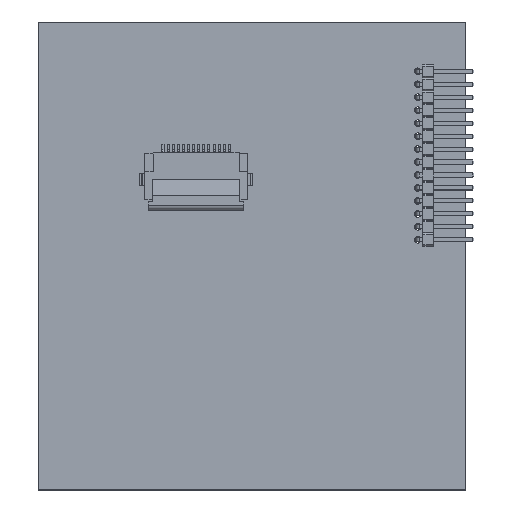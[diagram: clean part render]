
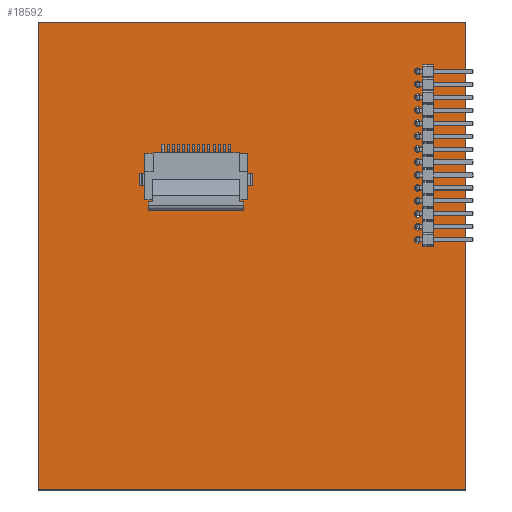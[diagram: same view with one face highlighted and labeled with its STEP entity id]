
A CAD part, top view. The second image highlights one B-rep face of the part: STEP entity #18592.
In plain terms, the highlighted planar face has unit normal (0, 0, 1).
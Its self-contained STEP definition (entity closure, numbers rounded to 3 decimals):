
#18326 = VERTEX_POINT('',#18327);
#18327 = CARTESIAN_POINT('',(168.91,-106.807,1.6));
#18333 = EDGE_CURVE('',#18326,#18334,#18336,.T.);
#18334 = VERTEX_POINT('',#18335);
#18335 = CARTESIAN_POINT('',(127.,-106.807,1.6));
#18336 = LINE('',#18337,#18338);
#18337 = CARTESIAN_POINT('',(168.91,-106.807,1.6));
#18338 = VECTOR('',#18339,1.);
#18339 = DIRECTION('',(-1.,0.,0.));
#18366 = VERTEX_POINT('',#18367);
#18367 = CARTESIAN_POINT('',(168.91,-60.96,1.6));
#18373 = EDGE_CURVE('',#18366,#18326,#18374,.T.);
#18374 = LINE('',#18375,#18376);
#18375 = CARTESIAN_POINT('',(168.91,-60.96,1.6));
#18376 = VECTOR('',#18377,1.);
#18377 = DIRECTION('',(0.,-1.,0.));
#18395 = EDGE_CURVE('',#18334,#18396,#18398,.T.);
#18396 = VERTEX_POINT('',#18397);
#18397 = CARTESIAN_POINT('',(127.,-60.96,1.6));
#18398 = LINE('',#18399,#18400);
#18399 = CARTESIAN_POINT('',(127.,-106.807,1.6));
#18400 = VECTOR('',#18401,1.);
#18401 = DIRECTION('',(0.,1.,0.));
#18592 = ADVANCED_FACE('',(#18593,#18604,#18615,#18626,#18637,#18648,
    #18659,#18670,#18681,#18692,#18703,#18714,#18725,#18736,#18747),
  #18758,.T.);
#18593 = FACE_BOUND('',#18594,.T.);
#18594 = EDGE_LOOP('',(#18595,#18596,#18597,#18603));
#18595 = ORIENTED_EDGE('',*,*,#18333,.F.);
#18596 = ORIENTED_EDGE('',*,*,#18373,.F.);
#18597 = ORIENTED_EDGE('',*,*,#18598,.F.);
#18598 = EDGE_CURVE('',#18396,#18366,#18599,.T.);
#18599 = LINE('',#18600,#18601);
#18600 = CARTESIAN_POINT('',(127.,-60.96,1.6));
#18601 = VECTOR('',#18602,1.);
#18602 = DIRECTION('',(1.,0.,0.));
#18603 = ORIENTED_EDGE('',*,*,#18395,.F.);
#18604 = FACE_BOUND('',#18605,.T.);
#18605 = EDGE_LOOP('',(#18606));
#18606 = ORIENTED_EDGE('',*,*,#18607,.T.);
#18607 = EDGE_CURVE('',#18608,#18608,#18610,.T.);
#18608 = VERTEX_POINT('',#18609);
#18609 = CARTESIAN_POINT('',(164.211,-82.626,1.6));
#18610 = CIRCLE('',#18611,0.325);
#18611 = AXIS2_PLACEMENT_3D('',#18612,#18613,#18614);
#18612 = CARTESIAN_POINT('',(164.211,-82.301,1.6));
#18613 = DIRECTION('',(-0.,0.,-1.));
#18614 = DIRECTION('',(-0.,-1.,0.));
#18615 = FACE_BOUND('',#18616,.T.);
#18616 = EDGE_LOOP('',(#18617));
#18617 = ORIENTED_EDGE('',*,*,#18618,.T.);
#18618 = EDGE_CURVE('',#18619,#18619,#18621,.T.);
#18619 = VERTEX_POINT('',#18620);
#18620 = CARTESIAN_POINT('',(164.211,-81.356,1.6));
#18621 = CIRCLE('',#18622,0.325);
#18622 = AXIS2_PLACEMENT_3D('',#18623,#18624,#18625);
#18623 = CARTESIAN_POINT('',(164.211,-81.031,1.6));
#18624 = DIRECTION('',(-0.,0.,-1.));
#18625 = DIRECTION('',(-0.,-1.,0.));
#18626 = FACE_BOUND('',#18627,.T.);
#18627 = EDGE_LOOP('',(#18628));
#18628 = ORIENTED_EDGE('',*,*,#18629,.T.);
#18629 = EDGE_CURVE('',#18630,#18630,#18632,.T.);
#18630 = VERTEX_POINT('',#18631);
#18631 = CARTESIAN_POINT('',(164.211,-80.086,1.6));
#18632 = CIRCLE('',#18633,0.325);
#18633 = AXIS2_PLACEMENT_3D('',#18634,#18635,#18636);
#18634 = CARTESIAN_POINT('',(164.211,-79.761,1.6));
#18635 = DIRECTION('',(-0.,0.,-1.));
#18636 = DIRECTION('',(-0.,-1.,0.));
#18637 = FACE_BOUND('',#18638,.T.);
#18638 = EDGE_LOOP('',(#18639));
#18639 = ORIENTED_EDGE('',*,*,#18640,.T.);
#18640 = EDGE_CURVE('',#18641,#18641,#18643,.T.);
#18641 = VERTEX_POINT('',#18642);
#18642 = CARTESIAN_POINT('',(164.211,-78.816,1.6));
#18643 = CIRCLE('',#18644,0.325);
#18644 = AXIS2_PLACEMENT_3D('',#18645,#18646,#18647);
#18645 = CARTESIAN_POINT('',(164.211,-78.491,1.6));
#18646 = DIRECTION('',(-0.,0.,-1.));
#18647 = DIRECTION('',(-0.,-1.,0.));
#18648 = FACE_BOUND('',#18649,.T.);
#18649 = EDGE_LOOP('',(#18650));
#18650 = ORIENTED_EDGE('',*,*,#18651,.T.);
#18651 = EDGE_CURVE('',#18652,#18652,#18654,.T.);
#18652 = VERTEX_POINT('',#18653);
#18653 = CARTESIAN_POINT('',(164.211,-77.546,1.6));
#18654 = CIRCLE('',#18655,0.325);
#18655 = AXIS2_PLACEMENT_3D('',#18656,#18657,#18658);
#18656 = CARTESIAN_POINT('',(164.211,-77.221,1.6));
#18657 = DIRECTION('',(-0.,0.,-1.));
#18658 = DIRECTION('',(-0.,-1.,0.));
#18659 = FACE_BOUND('',#18660,.T.);
#18660 = EDGE_LOOP('',(#18661));
#18661 = ORIENTED_EDGE('',*,*,#18662,.T.);
#18662 = EDGE_CURVE('',#18663,#18663,#18665,.T.);
#18663 = VERTEX_POINT('',#18664);
#18664 = CARTESIAN_POINT('',(164.211,-76.276,1.6));
#18665 = CIRCLE('',#18666,0.325);
#18666 = AXIS2_PLACEMENT_3D('',#18667,#18668,#18669);
#18667 = CARTESIAN_POINT('',(164.211,-75.951,1.6));
#18668 = DIRECTION('',(-0.,0.,-1.));
#18669 = DIRECTION('',(-0.,-1.,0.));
#18670 = FACE_BOUND('',#18671,.T.);
#18671 = EDGE_LOOP('',(#18672));
#18672 = ORIENTED_EDGE('',*,*,#18673,.T.);
#18673 = EDGE_CURVE('',#18674,#18674,#18676,.T.);
#18674 = VERTEX_POINT('',#18675);
#18675 = CARTESIAN_POINT('',(164.211,-75.006,1.6));
#18676 = CIRCLE('',#18677,0.325);
#18677 = AXIS2_PLACEMENT_3D('',#18678,#18679,#18680);
#18678 = CARTESIAN_POINT('',(164.211,-74.681,1.6));
#18679 = DIRECTION('',(-0.,0.,-1.));
#18680 = DIRECTION('',(-0.,-1.,0.));
#18681 = FACE_BOUND('',#18682,.T.);
#18682 = EDGE_LOOP('',(#18683));
#18683 = ORIENTED_EDGE('',*,*,#18684,.T.);
#18684 = EDGE_CURVE('',#18685,#18685,#18687,.T.);
#18685 = VERTEX_POINT('',#18686);
#18686 = CARTESIAN_POINT('',(164.211,-73.736,1.6));
#18687 = CIRCLE('',#18688,0.325);
#18688 = AXIS2_PLACEMENT_3D('',#18689,#18690,#18691);
#18689 = CARTESIAN_POINT('',(164.211,-73.411,1.6));
#18690 = DIRECTION('',(-0.,0.,-1.));
#18691 = DIRECTION('',(-0.,-1.,0.));
#18692 = FACE_BOUND('',#18693,.T.);
#18693 = EDGE_LOOP('',(#18694));
#18694 = ORIENTED_EDGE('',*,*,#18695,.T.);
#18695 = EDGE_CURVE('',#18696,#18696,#18698,.T.);
#18696 = VERTEX_POINT('',#18697);
#18697 = CARTESIAN_POINT('',(164.211,-72.466,1.6));
#18698 = CIRCLE('',#18699,0.325);
#18699 = AXIS2_PLACEMENT_3D('',#18700,#18701,#18702);
#18700 = CARTESIAN_POINT('',(164.211,-72.141,1.6));
#18701 = DIRECTION('',(-0.,0.,-1.));
#18702 = DIRECTION('',(-0.,-1.,0.));
#18703 = FACE_BOUND('',#18704,.T.);
#18704 = EDGE_LOOP('',(#18705));
#18705 = ORIENTED_EDGE('',*,*,#18706,.T.);
#18706 = EDGE_CURVE('',#18707,#18707,#18709,.T.);
#18707 = VERTEX_POINT('',#18708);
#18708 = CARTESIAN_POINT('',(164.211,-71.196,1.6));
#18709 = CIRCLE('',#18710,0.325);
#18710 = AXIS2_PLACEMENT_3D('',#18711,#18712,#18713);
#18711 = CARTESIAN_POINT('',(164.211,-70.871,1.6));
#18712 = DIRECTION('',(-0.,0.,-1.));
#18713 = DIRECTION('',(-0.,-1.,0.));
#18714 = FACE_BOUND('',#18715,.T.);
#18715 = EDGE_LOOP('',(#18716));
#18716 = ORIENTED_EDGE('',*,*,#18717,.T.);
#18717 = EDGE_CURVE('',#18718,#18718,#18720,.T.);
#18718 = VERTEX_POINT('',#18719);
#18719 = CARTESIAN_POINT('',(164.211,-69.926,1.6));
#18720 = CIRCLE('',#18721,0.325);
#18721 = AXIS2_PLACEMENT_3D('',#18722,#18723,#18724);
#18722 = CARTESIAN_POINT('',(164.211,-69.601,1.6));
#18723 = DIRECTION('',(-0.,0.,-1.));
#18724 = DIRECTION('',(-0.,-1.,0.));
#18725 = FACE_BOUND('',#18726,.T.);
#18726 = EDGE_LOOP('',(#18727));
#18727 = ORIENTED_EDGE('',*,*,#18728,.T.);
#18728 = EDGE_CURVE('',#18729,#18729,#18731,.T.);
#18729 = VERTEX_POINT('',#18730);
#18730 = CARTESIAN_POINT('',(164.211,-68.656,1.6));
#18731 = CIRCLE('',#18732,0.325);
#18732 = AXIS2_PLACEMENT_3D('',#18733,#18734,#18735);
#18733 = CARTESIAN_POINT('',(164.211,-68.331,1.6));
#18734 = DIRECTION('',(-0.,0.,-1.));
#18735 = DIRECTION('',(-0.,-1.,0.));
#18736 = FACE_BOUND('',#18737,.T.);
#18737 = EDGE_LOOP('',(#18738));
#18738 = ORIENTED_EDGE('',*,*,#18739,.T.);
#18739 = EDGE_CURVE('',#18740,#18740,#18742,.T.);
#18740 = VERTEX_POINT('',#18741);
#18741 = CARTESIAN_POINT('',(164.211,-67.386,1.6));
#18742 = CIRCLE('',#18743,0.325);
#18743 = AXIS2_PLACEMENT_3D('',#18744,#18745,#18746);
#18744 = CARTESIAN_POINT('',(164.211,-67.061,1.6));
#18745 = DIRECTION('',(-0.,0.,-1.));
#18746 = DIRECTION('',(-0.,-1.,0.));
#18747 = FACE_BOUND('',#18748,.T.);
#18748 = EDGE_LOOP('',(#18749));
#18749 = ORIENTED_EDGE('',*,*,#18750,.T.);
#18750 = EDGE_CURVE('',#18751,#18751,#18753,.T.);
#18751 = VERTEX_POINT('',#18752);
#18752 = CARTESIAN_POINT('',(164.211,-66.116,1.6));
#18753 = CIRCLE('',#18754,0.325);
#18754 = AXIS2_PLACEMENT_3D('',#18755,#18756,#18757);
#18755 = CARTESIAN_POINT('',(164.211,-65.791,1.6));
#18756 = DIRECTION('',(-0.,0.,-1.));
#18757 = DIRECTION('',(-0.,-1.,0.));
#18758 = PLANE('',#18759);
#18759 = AXIS2_PLACEMENT_3D('',#18760,#18761,#18762);
#18760 = CARTESIAN_POINT('',(0.,0.,1.6));
#18761 = DIRECTION('',(0.,0.,1.));
#18762 = DIRECTION('',(1.,0.,-0.));
